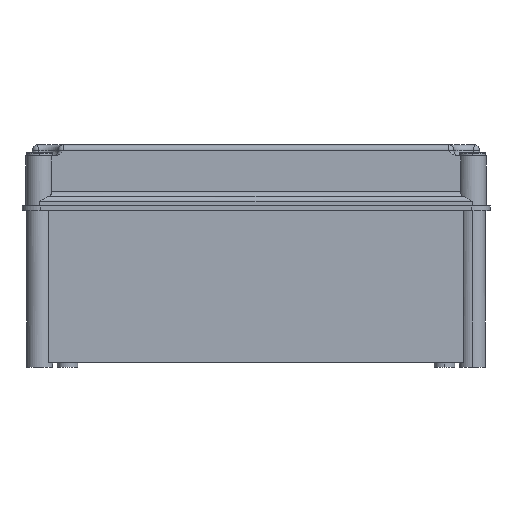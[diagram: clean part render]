
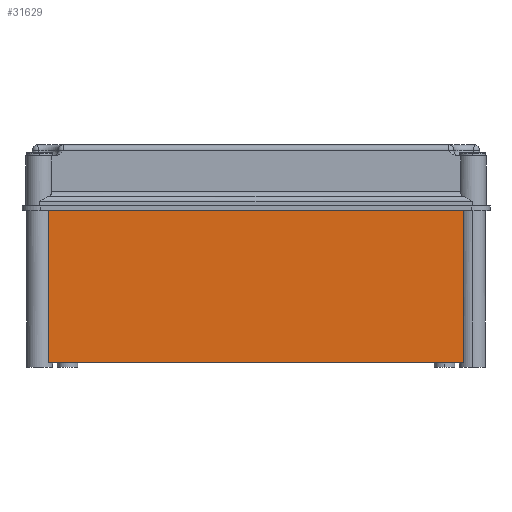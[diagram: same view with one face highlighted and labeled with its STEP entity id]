
A CAD part, front view. The second image highlights one B-rep face of the part: STEP entity #31629.
In plain terms, the highlighted planar face has unit normal (0, -1, 0).
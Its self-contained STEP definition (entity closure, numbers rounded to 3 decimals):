
#29401=DIRECTION('',(-1.,0.,0.));
#29402=VECTOR('',#29401,319.771);
#29403=CARTESIAN_POINT('',(-450.262,387.283,
201.059));
#29404=LINE('',#29403,#29402);
#29408=DIRECTION('',(1.,0.,0.));
#29409=VECTOR('',#29408,319.771);
#29410=CARTESIAN_POINT('',(-770.033,387.283,
318.259));
#29411=LINE('',#29410,#29409);
#29751=DIRECTION('',(0.,0.,-1.));
#29752=VECTOR('',#29751,117.2);
#29753=CARTESIAN_POINT('',(-770.033,387.283,
318.259));
#29754=LINE('',#29753,#29752);
#29952=DIRECTION('',(0.,0.,1.));
#29953=VECTOR('',#29952,117.2);
#29954=CARTESIAN_POINT('',(-450.262,387.283,
201.059));
#29955=LINE('',#29954,#29953);
#31091=CARTESIAN_POINT('',(-770.033,387.283,
318.259));
#31092=CARTESIAN_POINT('',(-450.262,387.283,
318.259));
#31093=VERTEX_POINT('',#31091);
#31094=VERTEX_POINT('',#31092);
#31115=CARTESIAN_POINT('',(-450.262,387.283,
201.059));
#31116=CARTESIAN_POINT('',(-770.033,387.283,
201.059));
#31117=VERTEX_POINT('',#31115);
#31118=VERTEX_POINT('',#31116);
#31615=CARTESIAN_POINT('',(-629.685,387.283,
203.859));
#31616=DIRECTION('',(0.,-1.,0.));
#31617=DIRECTION('',(1.,0.,0.));
#31618=AXIS2_PLACEMENT_3D('',#31615,#31616,#31617);
#31619=PLANE('',#31618);
#31621=ORIENTED_EDGE('',*,*,#31620,.T.);
#31623=ORIENTED_EDGE('',*,*,#31622,.F.);
#31624=ORIENTED_EDGE('',*,*,#31498,.T.);
#31626=ORIENTED_EDGE('',*,*,#31625,.F.);
#31627=EDGE_LOOP('',(#31621,#31623,#31624,#31626));
#31628=FACE_OUTER_BOUND('',#31627,.F.);
#31498=EDGE_CURVE('',#31093,#31094,#29411,.T.);
#31620=EDGE_CURVE('',#31117,#31118,#29404,.T.);
#31622=EDGE_CURVE('',#31093,#31118,#29754,.T.);
#31625=EDGE_CURVE('',#31117,#31094,#29955,.T.);
#31629=ADVANCED_FACE('',(#31628),#31619,.T.);
